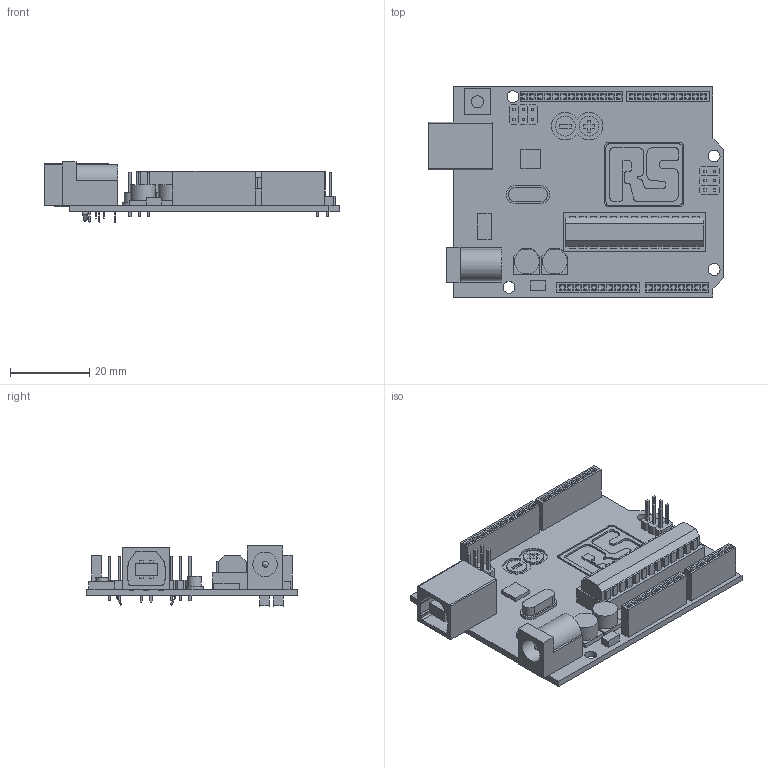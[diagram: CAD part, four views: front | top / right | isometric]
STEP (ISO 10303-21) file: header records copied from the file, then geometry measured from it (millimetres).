
FILE_DESCRIPTION(/* description */ (''),/* implementation_level */ '2;1');
FILE_NAME(/* name */ 'Arduino Uno R3.step',/* time_stamp */ '2020-04-14T17:00:09+01:00',/* author */ (''),/* organization */ (''),/* preprocessor_version */ 'ST-DEVELOPER v18.1',/* originating_system */ 'Autodesk Translation Framework v9.2.0.1227',/* authorisation */ '');
FILE_SCHEMA (('AUTOMOTIVE_DESIGN { 1 0 10303 214 3 1 1 }'));
Length unit declared in the file: millimetre
Products named in the file (1): Arduino Uno R3
Bounding box: 74.7 x 53.2 x 15.2 mm (x, y, z)
Volume: 12503.5 mm3; surface area: 14696.5 mm2
Topology: 1 solids, 5 shells, 1048 faces, 2640 edges, 1706 vertices
Faces by surface type: plane 967, cylinder 80, sphere 1
Full cylindrical faces by diameter (mm): 1.5 x1, 3 x4, 3.1 x1, 5 x2, 6.2 x1, 6.3 x2
Entity records: 31325 total; most frequent: CARTESIAN_POINT 5394, ORIENTED_EDGE 5278, DIRECTION 4921, EDGE_CURVE 2639, LINE 2455, VECTOR 2455, VERTEX_POINT 1706, AXIS2_PLACEMENT_3D 1233
